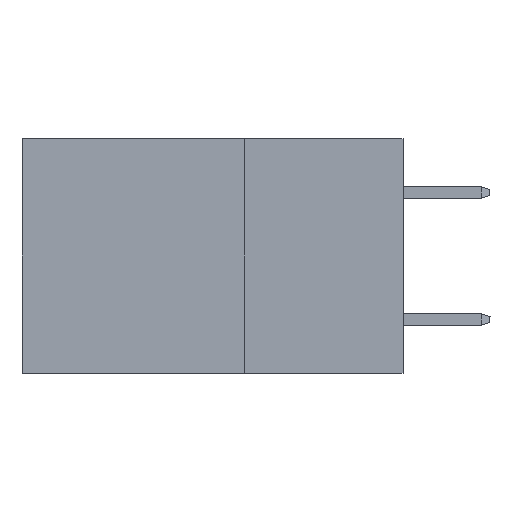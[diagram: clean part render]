
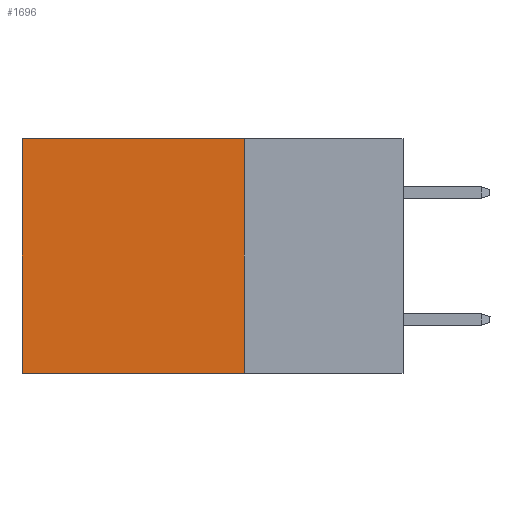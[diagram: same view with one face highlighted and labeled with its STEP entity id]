
A CAD part, left-side view. The second image highlights one B-rep face of the part: STEP entity #1696.
In plain terms, the highlighted planar face has unit normal (-1, 0, 0).
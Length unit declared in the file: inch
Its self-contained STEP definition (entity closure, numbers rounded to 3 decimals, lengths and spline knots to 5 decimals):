
#561 = EDGE_CURVE ( 'NONE', #37463, #27277, #13858, .T. ) ;
#1696 = ADVANCED_FACE ( 'NONE', ( #37900 ), #38512, .F. ) ;
#3443 = DIRECTION ( 'NONE',  ( 0., 0., -1. ) ) ;
#3560 = CARTESIAN_POINT ( 'NONE',  ( 0.2875, 0.25, 0. ) ) ;
#5810 = CARTESIAN_POINT ( 'NONE',  ( 0.2875, 0.25, 0. ) ) ;
#6808 = EDGE_CURVE ( 'NONE', #40611, #37463, #11374, .T. ) ;
#7275 = DIRECTION ( 'NONE',  ( 0., 0., -1. ) ) ;
#7329 = ORIENTED_EDGE ( 'NONE', *, *, #9577, .F. ) ;
#8919 = VERTEX_POINT ( 'NONE', #23964 ) ;
#9351 = VECTOR ( 'NONE', #32682, 39.37008 ) ;
#9577 = EDGE_CURVE ( 'NONE', #40611, #8919, #22852, .T. ) ;
#9579 = DIRECTION ( 'NONE',  ( 1., 0., 0. ) ) ;
#11374 = LINE ( 'NONE', #5810, #17253 ) ;
#13858 = LINE ( 'NONE', #29373, #9351 ) ;
#15568 = ORIENTED_EDGE ( 'NONE', *, *, #28156, .F. ) ;
#17253 = VECTOR ( 'NONE', #37014, 39.37008 ) ;
#17479 = EDGE_LOOP ( 'NONE', ( #31219, #15568, #7329, #32201 ) ) ;
#19230 = DIRECTION ( 'NONE',  ( 0., 1., 0. ) ) ;
#19327 = CARTESIAN_POINT ( 'NONE',  ( 0.2875, 0.6, -0.37 ) ) ;
#22852 = LINE ( 'NONE', #23248, #39782 ) ;
#23248 = CARTESIAN_POINT ( 'NONE',  ( 0.2875, 0.25, 0. ) ) ;
#23278 = VECTOR ( 'NONE', #19230, 39.37008 ) ;
#23964 = CARTESIAN_POINT ( 'NONE',  ( 0.2875, 0.25, -0.37 ) ) ;
#24089 = AXIS2_PLACEMENT_3D ( 'NONE', #3560, #9579, #7275 ) ;
#27277 = VERTEX_POINT ( 'NONE', #19327 ) ;
#28156 = EDGE_CURVE ( 'NONE', #8919, #27277, #38664, .T. ) ;
#29373 = CARTESIAN_POINT ( 'NONE',  ( 0.2875, 0.6, 0. ) ) ;
#31219 = ORIENTED_EDGE ( 'NONE', *, *, #561, .T. ) ;
#31473 = CARTESIAN_POINT ( 'NONE',  ( 0.2875, 0.6, 0. ) ) ;
#32201 = ORIENTED_EDGE ( 'NONE', *, *, #6808, .T. ) ;
#32246 = CARTESIAN_POINT ( 'NONE',  ( 0.2875, 0.25, -0.37 ) ) ;
#32682 = DIRECTION ( 'NONE',  ( 0., 0., -1. ) ) ;
#33126 = CARTESIAN_POINT ( 'NONE',  ( 0.2875, 0.25, 0. ) ) ;
#37014 = DIRECTION ( 'NONE',  ( 0., 1., 0. ) ) ;
#37463 = VERTEX_POINT ( 'NONE', #31473 ) ;
#37900 = FACE_OUTER_BOUND ( 'NONE', #17479, .T. ) ;
#38512 = PLANE ( 'NONE',  #24089 ) ;
#38664 = LINE ( 'NONE', #32246, #23278 ) ;
#39782 = VECTOR ( 'NONE', #3443, 39.37008 ) ;
#40611 = VERTEX_POINT ( 'NONE', #33126 ) ;
